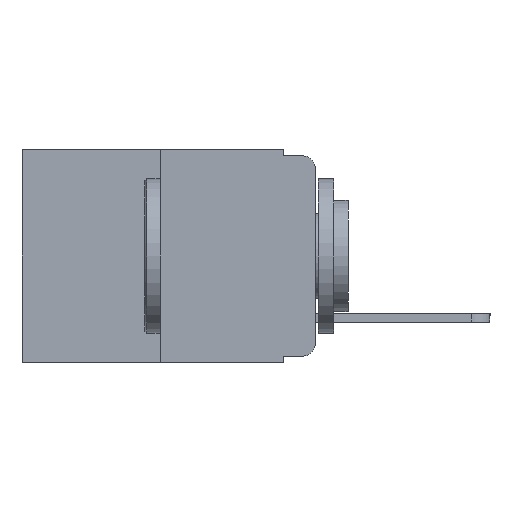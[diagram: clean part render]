
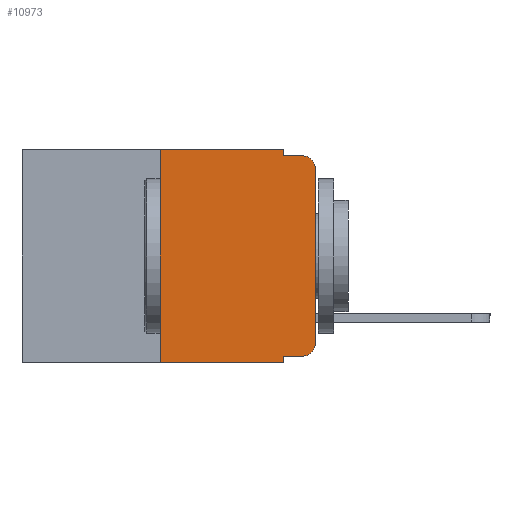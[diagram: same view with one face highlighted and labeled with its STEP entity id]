
A CAD part, left-side view. The second image highlights one B-rep face of the part: STEP entity #10973.
In plain terms, the highlighted planar face has unit normal (-1, 0, 0).
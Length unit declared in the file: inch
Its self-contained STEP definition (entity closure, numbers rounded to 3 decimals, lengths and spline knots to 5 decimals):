
#90 = DIRECTION ( 'NONE',  ( 0., 0., -1. ) ) ;
#226 = ORIENTED_EDGE ( 'NONE', *, *, #12165, .T. ) ;
#492 = DIRECTION ( 'NONE',  ( 0., -1., 0. ) ) ;
#626 = CIRCLE ( 'NONE', #6247, 0.02 ) ;
#992 = LINE ( 'NONE', #10917, #10996 ) ;
#1174 = CARTESIAN_POINT ( 'NONE',  ( 0., 0.25, 0. ) ) ;
#1459 = ORIENTED_EDGE ( 'NONE', *, *, #12177, .T. ) ;
#1656 = VERTEX_POINT ( 'NONE', #10734 ) ;
#1756 = VECTOR ( 'NONE', #9256, 39.37008 ) ;
#1796 = VERTEX_POINT ( 'NONE', #3680 ) ;
#2094 = VECTOR ( 'NONE', #12373, 39.37008 ) ;
#2194 = ORIENTED_EDGE ( 'NONE', *, *, #12205, .F. ) ;
#2411 = LINE ( 'NONE', #10034, #2094 ) ;
#2706 = CARTESIAN_POINT ( 'NONE',  ( 0., 0.051, -0.333 ) ) ;
#2864 = VERTEX_POINT ( 'NONE', #11763 ) ;
#3152 = VECTOR ( 'NONE', #9796, 39.37008 ) ;
#3396 = CARTESIAN_POINT ( 'NONE',  ( 0., 0.051, 0. ) ) ;
#3680 = CARTESIAN_POINT ( 'NONE',  ( 0., 0.02, -0.01 ) ) ;
#3803 = ORIENTED_EDGE ( 'NONE', *, *, #12194, .F. ) ;
#3959 = EDGE_LOOP ( 'NONE', ( #226, #1459, #4276, #12040, #4484, #3803, #7961, #2194, #4203, #6612 ) ) ;
#4151 = CARTESIAN_POINT ( 'NONE',  ( 0., 0.473, 0. ) ) ;
#4203 = ORIENTED_EDGE ( 'NONE', *, *, #12233, .T. ) ;
#4231 = FACE_OUTER_BOUND ( 'NONE', #3959, .T. ) ;
#4276 = ORIENTED_EDGE ( 'NONE', *, *, #12179, .F. ) ;
#4484 = ORIENTED_EDGE ( 'NONE', *, *, #11319, .F. ) ;
#4513 = CARTESIAN_POINT ( 'NONE',  ( 0., 0.02, -0.03 ) ) ;
#4990 = CARTESIAN_POINT ( 'NONE',  ( 0., 0.473, -0.343 ) ) ;
#5122 = VERTEX_POINT ( 'NONE', #11856 ) ;
#5323 = VECTOR ( 'NONE', #9996, 39.37008 ) ;
#5538 = DIRECTION ( 'NONE',  ( 0., 0., -1. ) ) ;
#5618 = PLANE ( 'NONE',  #10023 ) ;
#5631 = LINE ( 'NONE', #3396, #9609 ) ;
#5830 = CARTESIAN_POINT ( 'NONE',  ( 0., 0.02, -0.333 ) ) ;
#6247 = AXIS2_PLACEMENT_3D ( 'NONE', #11770, #6662, #90 ) ;
#6512 = DIRECTION ( 'NONE',  ( 0., 0., -1. ) ) ;
#6581 = DIRECTION ( 'NONE',  ( 1., 0., 0. ) ) ;
#6612 = ORIENTED_EDGE ( 'NONE', *, *, #12270, .T. ) ;
#6662 = DIRECTION ( 'NONE',  ( -1., 0., 0. ) ) ;
#6676 = AXIS2_PLACEMENT_3D ( 'NONE', #4513, #10852, #5538 ) ;
#6964 = VECTOR ( 'NONE', #11669, 39.37008 ) ;
#7248 = LINE ( 'NONE', #10886, #6964 ) ;
#7441 = VERTEX_POINT ( 'NONE', #11388 ) ;
#7562 = VERTEX_POINT ( 'NONE', #9895 ) ;
#7837 = CIRCLE ( 'NONE', #6676, 0.02 ) ;
#7961 = ORIENTED_EDGE ( 'NONE', *, *, #11917, .T. ) ;
#8718 = LINE ( 'NONE', #4151, #3152 ) ;
#8754 = VERTEX_POINT ( 'NONE', #10794 ) ;
#9189 = CARTESIAN_POINT ( 'NONE',  ( 0., 0., 0. ) ) ;
#9255 = CARTESIAN_POINT ( 'NONE',  ( 0., 0., -0.313 ) ) ;
#9256 = DIRECTION ( 'NONE',  ( 0., 0., 1. ) ) ;
#9324 = DIRECTION ( 'NONE',  ( 0., -1., 0. ) ) ;
#9375 = VECTOR ( 'NONE', #492, 39.37008 ) ;
#9455 = VERTEX_POINT ( 'NONE', #2706 ) ;
#9609 = VECTOR ( 'NONE', #6512, 39.37008 ) ;
#9796 = DIRECTION ( 'NONE',  ( 0., -1., 0. ) ) ;
#9880 = LINE ( 'NONE', #4990, #9375 ) ;
#9895 = CARTESIAN_POINT ( 'NONE',  ( 0., 0.051, -0.01 ) ) ;
#9996 = DIRECTION ( 'NONE',  ( 0., 0., 1. ) ) ;
#10023 = AXIS2_PLACEMENT_3D ( 'NONE', #11698, #6581, #11463 ) ;
#10034 = CARTESIAN_POINT ( 'NONE',  ( 0., 0.051, -0.01 ) ) ;
#10734 = CARTESIAN_POINT ( 'NONE',  ( 0., 0., -0.03 ) ) ;
#10794 = CARTESIAN_POINT ( 'NONE',  ( 0., 0.051, -0.343 ) ) ;
#10852 = DIRECTION ( 'NONE',  ( -1., 0., 0. ) ) ;
#10886 = CARTESIAN_POINT ( 'NONE',  ( 0., 0.051, 0. ) ) ;
#10917 = CARTESIAN_POINT ( 'NONE',  ( 0., 0.051, -0.333 ) ) ;
#10931 = VERTEX_POINT ( 'NONE', #9255 ) ;
#10973 = ADVANCED_FACE ( 'NONE', ( #4231 ), #5618, .F. ) ;
#10996 = VECTOR ( 'NONE', #9324, 39.37008 ) ;
#11319 = EDGE_CURVE ( 'NONE', #7441, #2864, #8718, .T. ) ;
#11388 = CARTESIAN_POINT ( 'NONE',  ( 0., 0.25, 0. ) ) ;
#11463 = DIRECTION ( 'NONE',  ( 0., 0., -1. ) ) ;
#11669 = DIRECTION ( 'NONE',  ( 0., 0., -1. ) ) ;
#11698 = CARTESIAN_POINT ( 'NONE',  ( 0., 0.473, 0. ) ) ;
#11744 = LINE ( 'NONE', #1174, #1756 ) ;
#11763 = CARTESIAN_POINT ( 'NONE',  ( 0., 0.051, 0. ) ) ;
#11770 = CARTESIAN_POINT ( 'NONE',  ( 0., 0.02, -0.313 ) ) ;
#11856 = CARTESIAN_POINT ( 'NONE',  ( 0., 0.25, -0.343 ) ) ;
#11917 = EDGE_CURVE ( 'NONE', #5122, #8754, #9880, .T. ) ;
#12040 = ORIENTED_EDGE ( 'NONE', *, *, #12191, .F. ) ;
#12165 = EDGE_CURVE ( 'NONE', #10931, #1656, #12238, .T. ) ;
#12177 = EDGE_CURVE ( 'NONE', #1656, #1796, #7837, .T. ) ;
#12179 = EDGE_CURVE ( 'NONE', #7562, #1796, #2411, .T. ) ;
#12191 = EDGE_CURVE ( 'NONE', #2864, #7562, #5631, .T. ) ;
#12194 = EDGE_CURVE ( 'NONE', #5122, #7441, #11744, .T. ) ;
#12205 = EDGE_CURVE ( 'NONE', #9455, #8754, #7248, .T. ) ;
#12233 = EDGE_CURVE ( 'NONE', #9455, #12413, #992, .T. ) ;
#12238 = LINE ( 'NONE', #9189, #5323 ) ;
#12270 = EDGE_CURVE ( 'NONE', #12413, #10931, #626, .T. ) ;
#12373 = DIRECTION ( 'NONE',  ( 0., -1., 0. ) ) ;
#12413 = VERTEX_POINT ( 'NONE', #5830 ) ;
